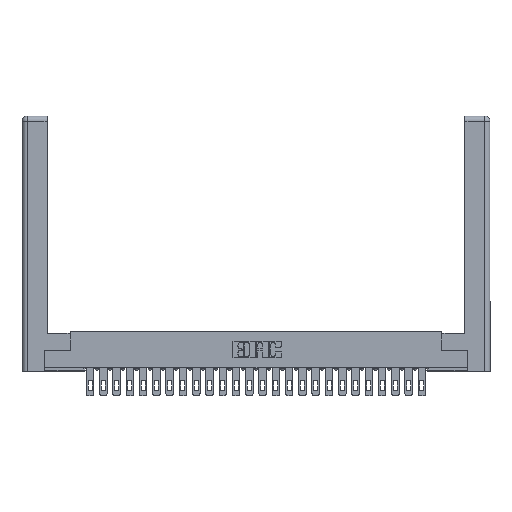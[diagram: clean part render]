
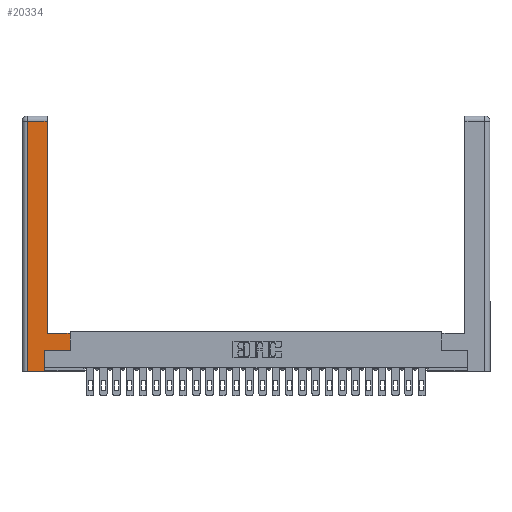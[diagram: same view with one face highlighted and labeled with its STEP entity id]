
A CAD part, top view. The second image highlights one B-rep face of the part: STEP entity #20334.
In plain terms, the highlighted planar face has unit normal (0, 0, 1).
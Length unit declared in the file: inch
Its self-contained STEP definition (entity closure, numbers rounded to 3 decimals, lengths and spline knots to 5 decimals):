
#100 = DIRECTION ( 'NONE',  ( -1., 0., 0. ) ) ;
#303 = VECTOR ( 'NONE', #4052, 39.37008 ) ;
#992 = VECTOR ( 'NONE', #100, 39.37008 ) ;
#1365 = CARTESIAN_POINT ( 'NONE',  ( 0.0615, 0., 0. ) ) ;
#1663 = ORIENTED_EDGE ( 'NONE', *, *, #24157, .T. ) ;
#2329 = EDGE_CURVE ( 'NONE', #21803, #23457, #21748, .T. ) ;
#2513 = EDGE_CURVE ( 'NONE', #17921, #3339, #13137, .T. ) ;
#2750 = DIRECTION ( 'NONE',  ( 1., 0., 0. ) ) ;
#3067 = ORIENTED_EDGE ( 'NONE', *, *, #26573, .T. ) ;
#3148 = PLANE ( 'NONE',  #3833 ) ;
#3339 = VERTEX_POINT ( 'NONE', #6687 ) ;
#3833 = AXIS2_PLACEMENT_3D ( 'NONE', #25849, #24426, #12342 ) ;
#3923 = FACE_OUTER_BOUND ( 'NONE', #25613, .T. ) ;
#3992 = CARTESIAN_POINT ( 'NONE',  ( 0.565, 0.45, 0. ) ) ;
#4052 = DIRECTION ( 'NONE',  ( 0., -1., 0. ) ) ;
#4293 = VECTOR ( 'NONE', #16796, 39.37008 ) ;
#4510 = ORIENTED_EDGE ( 'NONE', *, *, #2329, .T. ) ;
#4799 = ORIENTED_EDGE ( 'NONE', *, *, #17540, .T. ) ;
#4890 = CARTESIAN_POINT ( 'NONE',  ( 0.565, 0.45, 0. ) ) ;
#5499 = ORIENTED_EDGE ( 'NONE', *, *, #19133, .T. ) ;
#5893 = DIRECTION ( 'NONE',  ( 0., 1., 0. ) ) ;
#6613 = VERTEX_POINT ( 'NONE', #19242 ) ;
#6687 = CARTESIAN_POINT ( 'NONE',  ( 0.265, 0.245, 0. ) ) ;
#6829 = CARTESIAN_POINT ( 'NONE',  ( 0.565, 0.245, 0. ) ) ;
#7266 = LINE ( 'NONE', #23836, #16515 ) ;
#7372 = CARTESIAN_POINT ( 'NONE',  ( 0.265, 0., 0. ) ) ;
#8557 = CARTESIAN_POINT ( 'NONE',  ( 0.295, 0.45, 0. ) ) ;
#9743 = VECTOR ( 'NONE', #23719, 39.37008 ) ;
#10401 = VERTEX_POINT ( 'NONE', #6829 ) ;
#10576 = CARTESIAN_POINT ( 'NONE',  ( 0.295, 0.45, 0. ) ) ;
#10887 = VERTEX_POINT ( 'NONE', #4890 ) ;
#11251 = CARTESIAN_POINT ( 'NONE',  ( 0.265, 0.245, 0. ) ) ;
#11446 = CARTESIAN_POINT ( 'NONE',  ( 0.295, 3., 0. ) ) ;
#11503 = EDGE_CURVE ( 'NONE', #10401, #10887, #26823, .T. ) ;
#12342 = DIRECTION ( 'NONE',  ( -1., 0., 0. ) ) ;
#12706 = VECTOR ( 'NONE', #5893, 39.37008 ) ;
#13137 = LINE ( 'NONE', #11251, #9743 ) ;
#13333 = ORIENTED_EDGE ( 'NONE', *, *, #2513, .T. ) ;
#13517 = DIRECTION ( 'NONE',  ( 1., 0., 0. ) ) ;
#15052 = LINE ( 'NONE', #22927, #303 ) ;
#15260 = LINE ( 'NONE', #7372, #24687 ) ;
#16515 = VECTOR ( 'NONE', #13517, 39.37008 ) ;
#16796 = DIRECTION ( 'NONE',  ( -1., 0., 0. ) ) ;
#16954 = LINE ( 'NONE', #25238, #992 ) ;
#17540 = EDGE_CURVE ( 'NONE', #6613, #18512, #15052, .T. ) ;
#17855 = ORIENTED_EDGE ( 'NONE', *, *, #11503, .T. ) ;
#17921 = VERTEX_POINT ( 'NONE', #20340 ) ;
#18512 = VERTEX_POINT ( 'NONE', #1365 ) ;
#18793 = ORIENTED_EDGE ( 'NONE', *, *, #22732, .T. ) ;
#18873 = CARTESIAN_POINT ( 'NONE',  ( 0.295, 2.94, 0. ) ) ;
#19133 = EDGE_CURVE ( 'NONE', #10887, #21803, #24685, .T. ) ;
#19242 = CARTESIAN_POINT ( 'NONE',  ( 0.0615, 2.94, 0. ) ) ;
#20334 = ADVANCED_FACE ( 'NONE', ( #3923 ), #3148, .F. ) ;
#20340 = CARTESIAN_POINT ( 'NONE',  ( 0.265, 0., 0. ) ) ;
#21748 = LINE ( 'NONE', #11446, #24905 ) ;
#21803 = VERTEX_POINT ( 'NONE', #8557 ) ;
#22516 = DIRECTION ( 'NONE',  ( 0., 1., 0. ) ) ;
#22732 = EDGE_CURVE ( 'NONE', #18512, #17921, #15260, .T. ) ;
#22927 = CARTESIAN_POINT ( 'NONE',  ( 0.0615, 0., 0. ) ) ;
#23457 = VERTEX_POINT ( 'NONE', #18873 ) ;
#23719 = DIRECTION ( 'NONE',  ( 0., 1., 0. ) ) ;
#23836 = CARTESIAN_POINT ( 'NONE',  ( 0.565, 0.245, 0. ) ) ;
#24157 = EDGE_CURVE ( 'NONE', #3339, #10401, #7266, .T. ) ;
#24426 = DIRECTION ( 'NONE',  ( 0., 0., -1. ) ) ;
#24685 = LINE ( 'NONE', #10576, #4293 ) ;
#24687 = VECTOR ( 'NONE', #2750, 39.37008 ) ;
#24905 = VECTOR ( 'NONE', #22516, 39.37008 ) ;
#25238 = CARTESIAN_POINT ( 'NONE',  ( 0.0615, 2.94, 0. ) ) ;
#25613 = EDGE_LOOP ( 'NONE', ( #4510, #3067, #4799, #18793, #13333, #1663, #17855, #5499 ) ) ;
#25849 = CARTESIAN_POINT ( 'NONE',  ( 0., 0., 0. ) ) ;
#26573 = EDGE_CURVE ( 'NONE', #23457, #6613, #16954, .T. ) ;
#26823 = LINE ( 'NONE', #3992, #12706 ) ;
